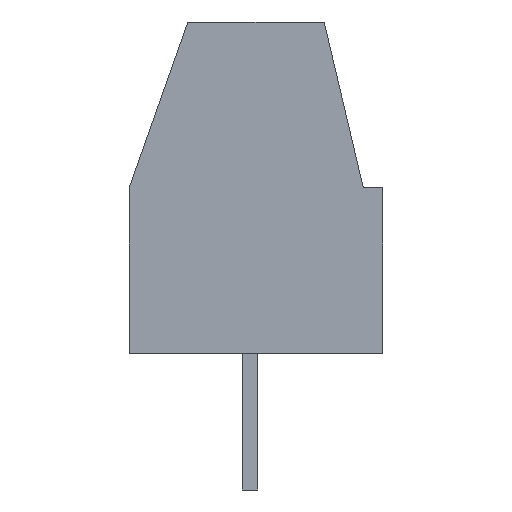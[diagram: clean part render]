
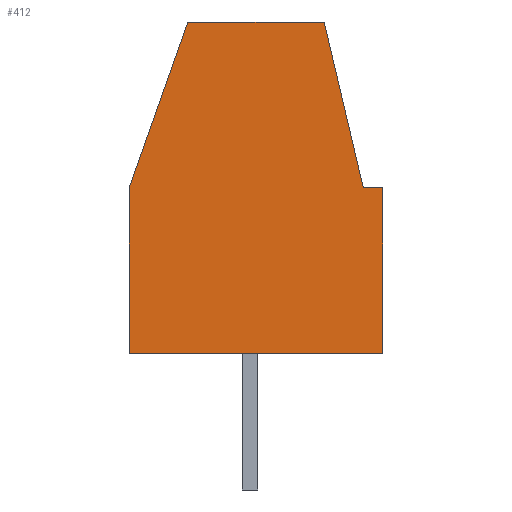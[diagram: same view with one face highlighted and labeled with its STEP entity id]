
A CAD part, left-side view. The second image highlights one B-rep face of the part: STEP entity #412.
In plain terms, the highlighted planar face has unit normal (-1, 0, 0).
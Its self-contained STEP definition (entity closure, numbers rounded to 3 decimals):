
#22 = VERTEX_POINT('',#23);
#23 = CARTESIAN_POINT('',(-0.99,1.6,8.5));
#40 = VERTEX_POINT('',#41);
#41 = CARTESIAN_POINT('',(-0.99,-1.9,8.5));
#47 = EDGE_CURVE('',#40,#22,#48,.T.);
#48 = LINE('',#49,#50);
#49 = CARTESIAN_POINT('',(-0.99,-1.9,8.5));
#50 = VECTOR('',#51,1.);
#51 = DIRECTION('',(0.,1.,0.));
#385 = EDGE_CURVE('',#22,#386,#388,.T.);
#386 = VERTEX_POINT('',#387);
#387 = CARTESIAN_POINT('',(-0.99,3.1,4.25));
#388 = LINE('',#389,#390);
#389 = CARTESIAN_POINT('',(-0.99,1.6,8.5));
#390 = VECTOR('',#391,1.);
#391 = DIRECTION('',(0.,0.333,-0.943));
#412 = ADVANCED_FACE('',(#413),#455,.F.);
#413 = FACE_BOUND('',#414,.F.);
#414 = EDGE_LOOP('',(#415,#416,#424,#432,#440,#448,#454));
#415 = ORIENTED_EDGE('',*,*,#47,.F.);
#416 = ORIENTED_EDGE('',*,*,#417,.F.);
#417 = EDGE_CURVE('',#418,#40,#420,.T.);
#418 = VERTEX_POINT('',#419);
#419 = CARTESIAN_POINT('',(-0.99,-2.9,4.25));
#420 = LINE('',#421,#422);
#421 = CARTESIAN_POINT('',(-0.99,-2.9,4.25));
#422 = VECTOR('',#423,1.);
#423 = DIRECTION('',(0.,0.229,0.973));
#424 = ORIENTED_EDGE('',*,*,#425,.F.);
#425 = EDGE_CURVE('',#426,#418,#428,.T.);
#426 = VERTEX_POINT('',#427);
#427 = CARTESIAN_POINT('',(-0.99,-3.4,4.25));
#428 = LINE('',#429,#430);
#429 = CARTESIAN_POINT('',(-0.99,-3.4,4.25));
#430 = VECTOR('',#431,1.);
#431 = DIRECTION('',(0.,1.,0.));
#432 = ORIENTED_EDGE('',*,*,#433,.F.);
#433 = EDGE_CURVE('',#434,#426,#436,.T.);
#434 = VERTEX_POINT('',#435);
#435 = CARTESIAN_POINT('',(-0.99,-3.4,0.));
#436 = LINE('',#437,#438);
#437 = CARTESIAN_POINT('',(-0.99,-3.4,0.));
#438 = VECTOR('',#439,1.);
#439 = DIRECTION('',(0.,0.,1.));
#440 = ORIENTED_EDGE('',*,*,#441,.F.);
#441 = EDGE_CURVE('',#442,#434,#444,.T.);
#442 = VERTEX_POINT('',#443);
#443 = CARTESIAN_POINT('',(-0.99,3.1,0.));
#444 = LINE('',#445,#446);
#445 = CARTESIAN_POINT('',(-0.99,3.1,0.));
#446 = VECTOR('',#447,1.);
#447 = DIRECTION('',(0.,-1.,0.));
#448 = ORIENTED_EDGE('',*,*,#449,.F.);
#449 = EDGE_CURVE('',#386,#442,#450,.T.);
#450 = LINE('',#451,#452);
#451 = CARTESIAN_POINT('',(-0.99,3.1,4.25));
#452 = VECTOR('',#453,1.);
#453 = DIRECTION('',(0.,0.,-1.));
#454 = ORIENTED_EDGE('',*,*,#385,.F.);
#455 = PLANE('',#456);
#456 = AXIS2_PLACEMENT_3D('',#457,#458,#459);
#457 = CARTESIAN_POINT('',(-0.99,-0.152,3.821));
#458 = DIRECTION('',(1.,0.,0.));
#459 = DIRECTION('',(0.,0.,1.));
